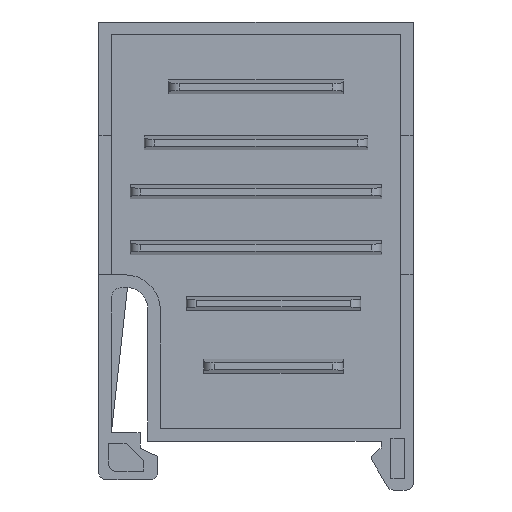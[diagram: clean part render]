
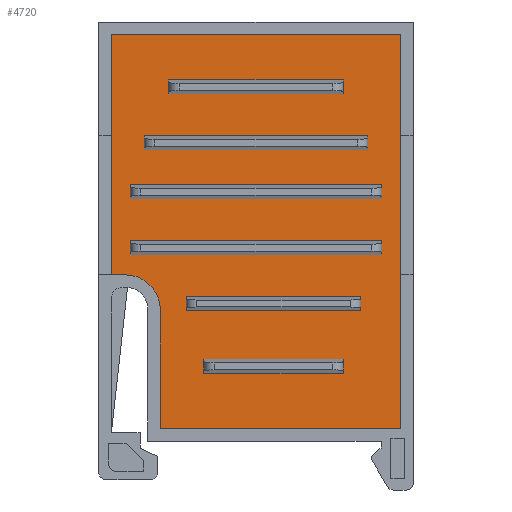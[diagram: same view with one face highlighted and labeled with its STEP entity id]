
A CAD part, front view. The second image highlights one B-rep face of the part: STEP entity #4720.
In plain terms, the highlighted planar face has unit normal (0, -1, 0).
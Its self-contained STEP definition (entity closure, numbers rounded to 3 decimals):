
#1161=DIRECTION('',(0.,0.,1.));
#1162=VECTOR('',#1161,56.4);
#1163=CARTESIAN_POINT('',(20.7,-1.8,-24.7));
#1164=LINE('',#1163,#1162);
#1259=DIRECTION('',(0.,0.,-1.));
#1260=VECTOR('',#1259,34.4);
#1261=CARTESIAN_POINT('',(-20.7,-1.8,31.7));
#1262=LINE('',#1261,#1260);
#1301=DIRECTION('',(1.,0.,0.));
#1302=VECTOR('',#1301,2.);
#1303=CARTESIAN_POINT('',(-20.7,-1.8,-2.7));
#1304=LINE('',#1303,#1302);
#1322=CARTESIAN_POINT('',(-18.7,-1.8,-7.7));
#1323=DIRECTION('',(0.,-1.,0.));
#1324=DIRECTION('',(1.,0.,0.));
#1325=AXIS2_PLACEMENT_3D('',#1322,#1323,#1324);
#1330=DIRECTION('',(-1.,0.,0.));
#1331=VECTOR('',#1330,36.);
#1332=CARTESIAN_POINT('',(18.,-1.8,2.2));
#1333=LINE('',#1332,#1331);
#1337=DIRECTION('',(-1.,0.,0.));
#1338=VECTOR('',#1337,36.);
#1339=CARTESIAN_POINT('',(18.,-1.8,10.2));
#1340=LINE('',#1339,#1338);
#1344=DIRECTION('',(1.,0.,0.));
#1345=VECTOR('',#1344,32.);
#1346=CARTESIAN_POINT('',(-16.,-1.8,15.2));
#1347=LINE('',#1346,#1345);
#1351=DIRECTION('',(1.,0.,0.));
#1352=VECTOR('',#1351,25.);
#1353=CARTESIAN_POINT('',(-10.,-1.8,-7.8));
#1354=LINE('',#1353,#1352);
#1358=DIRECTION('',(1.,0.,0.));
#1359=VECTOR('',#1358,20.);
#1360=CARTESIAN_POINT('',(-7.5,-1.8,-16.8));
#1361=LINE('',#1360,#1359);
#1365=DIRECTION('',(1.,0.,0.));
#1366=VECTOR('',#1365,25.);
#1367=CARTESIAN_POINT('',(-12.5,-1.8,23.2));
#1368=LINE('',#1367,#1366);
#1372=DIRECTION('',(0.,0.,-1.));
#1373=VECTOR('',#1372,17.);
#1374=CARTESIAN_POINT('',(-13.7,-1.8,-7.7));
#1375=LINE('',#1374,#1373);
#1386=DIRECTION('',(1.,0.,0.));
#1387=VECTOR('',#1386,34.4);
#1388=CARTESIAN_POINT('',(-13.7,-1.8,-24.7));
#1389=LINE('',#1388,#1387);
#1400=DIRECTION('',(-1.,0.,0.));
#1401=VECTOR('',#1400,41.4);
#1402=CARTESIAN_POINT('',(20.7,-1.8,31.7));
#1403=LINE('',#1402,#1401);
#1414=DIRECTION('',(0.,0.,-1.));
#1415=VECTOR('',#1414,2.);
#1416=CARTESIAN_POINT('',(18.,-1.8,2.2));
#1417=LINE('',#1416,#1415);
#1507=DIRECTION('',(-1.,0.,0.));
#1508=VECTOR('',#1507,36.);
#1509=CARTESIAN_POINT('',(18.,-1.8,0.2));
#1510=LINE('',#1509,#1508);
#1528=DIRECTION('',(0.,0.,1.));
#1529=VECTOR('',#1528,2.);
#1530=CARTESIAN_POINT('',(-18.,-1.8,0.2));
#1531=LINE('',#1530,#1529);
#1549=DIRECTION('',(0.,0.,-1.));
#1550=VECTOR('',#1549,2.);
#1551=CARTESIAN_POINT('',(18.,-1.8,10.2));
#1552=LINE('',#1551,#1550);
#1642=DIRECTION('',(-1.,0.,0.));
#1643=VECTOR('',#1642,36.);
#1644=CARTESIAN_POINT('',(18.,-1.8,8.2));
#1645=LINE('',#1644,#1643);
#1663=DIRECTION('',(0.,0.,1.));
#1664=VECTOR('',#1663,2.);
#1665=CARTESIAN_POINT('',(-18.,-1.8,8.2));
#1666=LINE('',#1665,#1664);
#1684=DIRECTION('',(0.,0.,-1.));
#1685=VECTOR('',#1684,2.);
#1686=CARTESIAN_POINT('',(16.,-1.8,17.2));
#1687=LINE('',#1686,#1685);
#1734=DIRECTION('',(1.,0.,0.));
#1735=VECTOR('',#1734,32.);
#1736=CARTESIAN_POINT('',(-16.,-1.8,17.2));
#1737=LINE('',#1736,#1735);
#1798=DIRECTION('',(0.,0.,1.));
#1799=VECTOR('',#1798,2.);
#1800=CARTESIAN_POINT('',(-16.,-1.8,15.2));
#1801=LINE('',#1800,#1799);
#1819=DIRECTION('',(0.,0.,-1.));
#1820=VECTOR('',#1819,2.);
#1821=CARTESIAN_POINT('',(15.,-1.8,-5.8));
#1822=LINE('',#1821,#1820);
#1869=DIRECTION('',(1.,0.,0.));
#1870=VECTOR('',#1869,25.);
#1871=CARTESIAN_POINT('',(-10.,-1.8,-5.8));
#1872=LINE('',#1871,#1870);
#1933=DIRECTION('',(0.,0.,1.));
#1934=VECTOR('',#1933,2.);
#1935=CARTESIAN_POINT('',(-10.,-1.8,-7.8));
#1936=LINE('',#1935,#1934);
#1954=DIRECTION('',(0.,0.,-1.));
#1955=VECTOR('',#1954,2.);
#1956=CARTESIAN_POINT('',(12.5,-1.8,-14.8));
#1957=LINE('',#1956,#1955);
#2004=DIRECTION('',(1.,0.,0.));
#2005=VECTOR('',#2004,20.);
#2006=CARTESIAN_POINT('',(-7.5,-1.8,-14.8));
#2007=LINE('',#2006,#2005);
#2068=DIRECTION('',(0.,0.,1.));
#2069=VECTOR('',#2068,2.);
#2070=CARTESIAN_POINT('',(-7.5,-1.8,-16.8));
#2071=LINE('',#2070,#2069);
#2089=DIRECTION('',(0.,0.,-1.));
#2090=VECTOR('',#2089,2.);
#2091=CARTESIAN_POINT('',(12.5,-1.8,25.2));
#2092=LINE('',#2091,#2090);
#2139=DIRECTION('',(1.,0.,0.));
#2140=VECTOR('',#2139,25.);
#2141=CARTESIAN_POINT('',(-12.5,-1.8,25.2));
#2142=LINE('',#2141,#2140);
#2203=DIRECTION('',(0.,0.,1.));
#2204=VECTOR('',#2203,2.);
#2205=CARTESIAN_POINT('',(-12.5,-1.8,23.2));
#2206=LINE('',#2205,#2204);
#3216=CARTESIAN_POINT('',(20.7,-1.8,-24.7));
#3217=VERTEX_POINT('',#3216);
#3218=CARTESIAN_POINT('',(20.7,-1.8,31.7));
#3219=VERTEX_POINT('',#3218);
#3232=CARTESIAN_POINT('',(-20.7,-1.8,31.7));
#3233=VERTEX_POINT('',#3232);
#3234=CARTESIAN_POINT('',(-20.7,-1.8,-2.7));
#3235=VERTEX_POINT('',#3234);
#3236=CARTESIAN_POINT('',(-18.7,-1.8,-2.7));
#3237=VERTEX_POINT('',#3236);
#3238=CARTESIAN_POINT('',(-13.7,-1.8,-7.7));
#3239=VERTEX_POINT('',#3238);
#3240=CARTESIAN_POINT('',(-13.7,-1.8,-24.7));
#3241=VERTEX_POINT('',#3240);
#3242=CARTESIAN_POINT('',(18.,-1.8,2.2));
#3243=CARTESIAN_POINT('',(18.,-1.8,0.2));
#3244=VERTEX_POINT('',#3242);
#3245=VERTEX_POINT('',#3243);
#3246=CARTESIAN_POINT('',(-18.,-1.8,2.2));
#3247=VERTEX_POINT('',#3246);
#3248=CARTESIAN_POINT('',(-18.,-1.8,0.2));
#3249=VERTEX_POINT('',#3248);
#3250=CARTESIAN_POINT('',(18.,-1.8,10.2));
#3251=CARTESIAN_POINT('',(18.,-1.8,8.2));
#3252=VERTEX_POINT('',#3250);
#3253=VERTEX_POINT('',#3251);
#3254=CARTESIAN_POINT('',(-18.,-1.8,10.2));
#3255=VERTEX_POINT('',#3254);
#3256=CARTESIAN_POINT('',(-18.,-1.8,8.2));
#3257=VERTEX_POINT('',#3256);
#3258=CARTESIAN_POINT('',(16.,-1.8,17.2));
#3259=CARTESIAN_POINT('',(16.,-1.8,15.2));
#3260=VERTEX_POINT('',#3258);
#3261=VERTEX_POINT('',#3259);
#3262=CARTESIAN_POINT('',(-16.,-1.8,17.2));
#3263=VERTEX_POINT('',#3262);
#3264=CARTESIAN_POINT('',(-16.,-1.8,15.2));
#3265=VERTEX_POINT('',#3264);
#3266=CARTESIAN_POINT('',(15.,-1.8,-5.8));
#3267=CARTESIAN_POINT('',(15.,-1.8,-7.8));
#3268=VERTEX_POINT('',#3266);
#3269=VERTEX_POINT('',#3267);
#3270=CARTESIAN_POINT('',(-10.,-1.8,-5.8));
#3271=VERTEX_POINT('',#3270);
#3272=CARTESIAN_POINT('',(-10.,-1.8,-7.8));
#3273=VERTEX_POINT('',#3272);
#3274=CARTESIAN_POINT('',(12.5,-1.8,-14.8));
#3275=CARTESIAN_POINT('',(12.5,-1.8,-16.8));
#3276=VERTEX_POINT('',#3274);
#3277=VERTEX_POINT('',#3275);
#3278=CARTESIAN_POINT('',(-7.5,-1.8,-14.8));
#3279=VERTEX_POINT('',#3278);
#3280=CARTESIAN_POINT('',(-7.5,-1.8,-16.8));
#3281=VERTEX_POINT('',#3280);
#3282=CARTESIAN_POINT('',(12.5,-1.8,25.2));
#3283=CARTESIAN_POINT('',(12.5,-1.8,23.2));
#3284=VERTEX_POINT('',#3282);
#3285=VERTEX_POINT('',#3283);
#3286=CARTESIAN_POINT('',(-12.5,-1.8,25.2));
#3287=VERTEX_POINT('',#3286);
#3288=CARTESIAN_POINT('',(-12.5,-1.8,23.2));
#3289=VERTEX_POINT('',#3288);
#4643=CARTESIAN_POINT('',(0.,-1.8,0.));
#4644=DIRECTION('',(0.,-1.,0.));
#4645=DIRECTION('',(1.,0.,0.));
#4646=AXIS2_PLACEMENT_3D('',#4643,#4644,#4645);
#4647=PLANE('',#4646);
#4649=ORIENTED_EDGE('',*,*,#4648,.F.);
#4650=ORIENTED_EDGE('',*,*,#4629,.T.);
#4651=ORIENTED_EDGE('',*,*,#4610,.F.);
#4652=ORIENTED_EDGE('',*,*,#4565,.F.);
#4654=ORIENTED_EDGE('',*,*,#4653,.F.);
#4655=ORIENTED_EDGE('',*,*,#4449,.F.);
#4657=ORIENTED_EDGE('',*,*,#4656,.F.);
#4658=EDGE_LOOP('',(#4649,#4650,#4651,#4652,#4654,#4655,#4657));
#4659=FACE_OUTER_BOUND('',#4658,.F.);
#4661=ORIENTED_EDGE('',*,*,#4660,.F.);
#4663=ORIENTED_EDGE('',*,*,#4662,.T.);
#4665=ORIENTED_EDGE('',*,*,#4664,.F.);
#4667=ORIENTED_EDGE('',*,*,#4666,.F.);
#4668=EDGE_LOOP('',(#4661,#4663,#4665,#4667));
#4669=FACE_BOUND('',#4668,.F.);
#4671=ORIENTED_EDGE('',*,*,#4670,.F.);
#4673=ORIENTED_EDGE('',*,*,#4672,.T.);
#4675=ORIENTED_EDGE('',*,*,#4674,.F.);
#4677=ORIENTED_EDGE('',*,*,#4676,.F.);
#4678=EDGE_LOOP('',(#4671,#4673,#4675,#4677));
#4679=FACE_BOUND('',#4678,.F.);
#4681=ORIENTED_EDGE('',*,*,#4680,.F.);
#4683=ORIENTED_EDGE('',*,*,#4682,.F.);
#4685=ORIENTED_EDGE('',*,*,#4684,.F.);
#4687=ORIENTED_EDGE('',*,*,#4686,.T.);
#4688=EDGE_LOOP('',(#4681,#4683,#4685,#4687));
#4689=FACE_BOUND('',#4688,.F.);
#4691=ORIENTED_EDGE('',*,*,#4690,.F.);
#4693=ORIENTED_EDGE('',*,*,#4692,.F.);
#4695=ORIENTED_EDGE('',*,*,#4694,.F.);
#4697=ORIENTED_EDGE('',*,*,#4696,.T.);
#4698=EDGE_LOOP('',(#4691,#4693,#4695,#4697));
#4699=FACE_BOUND('',#4698,.F.);
#4701=ORIENTED_EDGE('',*,*,#4700,.F.);
#4703=ORIENTED_EDGE('',*,*,#4702,.F.);
#4705=ORIENTED_EDGE('',*,*,#4704,.F.);
#4707=ORIENTED_EDGE('',*,*,#4706,.T.);
#4708=EDGE_LOOP('',(#4701,#4703,#4705,#4707));
#4709=FACE_BOUND('',#4708,.F.);
#4711=ORIENTED_EDGE('',*,*,#4710,.F.);
#4713=ORIENTED_EDGE('',*,*,#4712,.F.);
#4715=ORIENTED_EDGE('',*,*,#4714,.F.);
#4717=ORIENTED_EDGE('',*,*,#4716,.T.);
#4718=EDGE_LOOP('',(#4711,#4713,#4715,#4717));
#4719=FACE_BOUND('',#4718,.F.);
#1326=CIRCLE('',#1325,5.);
#4449=EDGE_CURVE('',#3217,#3219,#1164,.T.);
#4565=EDGE_CURVE('',#3233,#3235,#1262,.T.);
#4610=EDGE_CURVE('',#3235,#3237,#1304,.T.);
#4629=EDGE_CURVE('',#3239,#3237,#1326,.T.);
#4648=EDGE_CURVE('',#3239,#3241,#1375,.T.);
#4653=EDGE_CURVE('',#3219,#3233,#1403,.T.);
#4656=EDGE_CURVE('',#3241,#3217,#1389,.T.);
#4660=EDGE_CURVE('',#3244,#3245,#1417,.T.);
#4662=EDGE_CURVE('',#3244,#3247,#1333,.T.);
#4664=EDGE_CURVE('',#3249,#3247,#1531,.T.);
#4666=EDGE_CURVE('',#3245,#3249,#1510,.T.);
#4670=EDGE_CURVE('',#3252,#3253,#1552,.T.);
#4672=EDGE_CURVE('',#3252,#3255,#1340,.T.);
#4674=EDGE_CURVE('',#3257,#3255,#1666,.T.);
#4676=EDGE_CURVE('',#3253,#3257,#1645,.T.);
#4680=EDGE_CURVE('',#3260,#3261,#1687,.T.);
#4682=EDGE_CURVE('',#3263,#3260,#1737,.T.);
#4684=EDGE_CURVE('',#3265,#3263,#1801,.T.);
#4686=EDGE_CURVE('',#3265,#3261,#1347,.T.);
#4690=EDGE_CURVE('',#3268,#3269,#1822,.T.);
#4692=EDGE_CURVE('',#3271,#3268,#1872,.T.);
#4694=EDGE_CURVE('',#3273,#3271,#1936,.T.);
#4696=EDGE_CURVE('',#3273,#3269,#1354,.T.);
#4700=EDGE_CURVE('',#3276,#3277,#1957,.T.);
#4702=EDGE_CURVE('',#3279,#3276,#2007,.T.);
#4704=EDGE_CURVE('',#3281,#3279,#2071,.T.);
#4706=EDGE_CURVE('',#3281,#3277,#1361,.T.);
#4710=EDGE_CURVE('',#3284,#3285,#2092,.T.);
#4712=EDGE_CURVE('',#3287,#3284,#2142,.T.);
#4714=EDGE_CURVE('',#3289,#3287,#2206,.T.);
#4716=EDGE_CURVE('',#3289,#3285,#1368,.T.);
#4720=ADVANCED_FACE('',(#4659,#4669,#4679,#4689,#4699,#4709,#4719),#4647,.T.);
